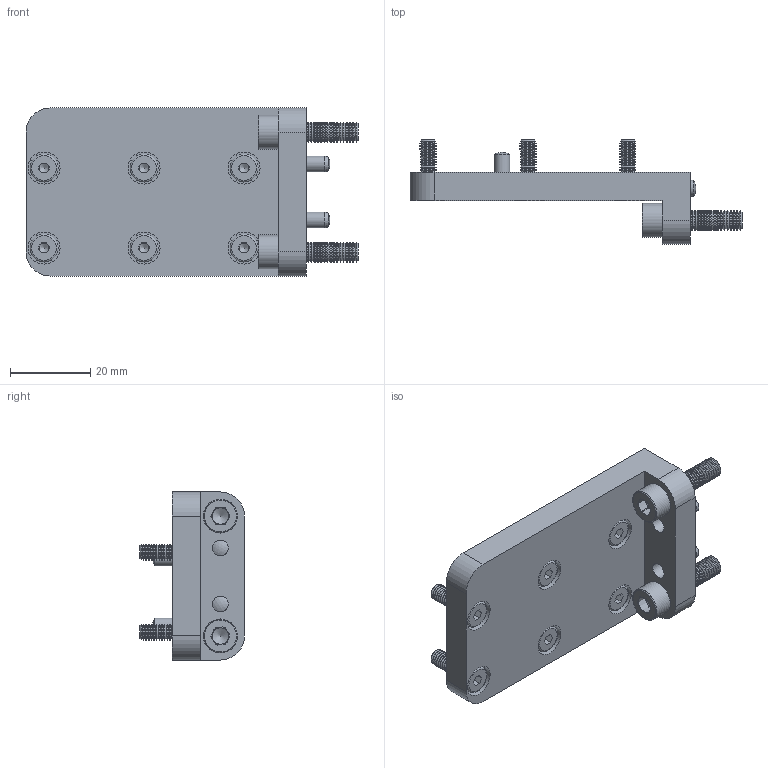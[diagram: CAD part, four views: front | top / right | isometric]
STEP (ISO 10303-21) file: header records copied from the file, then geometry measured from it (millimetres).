
FILE_DESCRIPTION (( 'STEP AP214' ), '1' );
FILE_NAME ('0186-2409_250424_GM50!51-23_DM03-23_AW-ST.STEP', '2025-04-24T13:01:50', ( '' ), ( '' ), 'SwSTEP 2.0', 'SolidWorks 2024', '' );
FILE_SCHEMA (( 'AUTOMOTIVE_DESIGN' ));
Length unit declared in the file: millimetre
Products named in the file (6): 0180-3324_GM50k-23_DM03-23-WPQ; 0230-1100_Zyl.-Stift_4x10_STAHL-GH; 0230-0035_zyl.-schr._i-6kt_M5x14_8.8_v-b; 0230-0036_zyl.-schr._i-6kt_M5x20_8.8_v-b; 0186-2409_250424_GM50!51-23_DM03-23_AW-ST; 0230-0639_Zyl.-Schr_I-6kt_n-K_M4x12_8.8_v-b
Assembly tree (17 placements, depth 2):
  0186-2409_250424_GM50!51-23_DM03-23_AW-ST
    0180-3324_GM50k-23_DM03-23-WPQ
    0230-1100_Zyl.-Stift_4x10_STAHL-GH  x6
    0230-0035_zyl.-schr._i-6kt_M5x14_8.8_v-b  x2
    0230-0639_Zyl.-Schr_I-6kt_n-K_M4x12_8.8_v-b  x6
    0230-0036_zyl.-schr._i-6kt_M5x20_8.8_v-b  x2
Bounding box: 83 x 26.2 x 42 mm (x, y, z)
Volume: 25615.2 mm3; surface area: 15199.1 mm2
Topology: 17 solids, 17 shells, 762 faces, 1580 edges, 868 vertices
Faces by surface type: cone 358, cylinder 208, plane 164, torus 20, sphere 12
Full cylindrical faces by diameter (mm): 4 x102, 4.5 x6, 5 x78, 5.5 x2, 7 x6, 8 x6, 8.5 x4
Entity records: 6805 total; most frequent: DIRECTION 1152, CARTESIAN_POINT 916, ORIENTED_EDGE 678, AXIS2_PLACEMENT_3D 529, EDGE_LOOP 492, FACE_OUTER_BOUND 348, EDGE_CURVE 339, VERTEX_POINT 293
